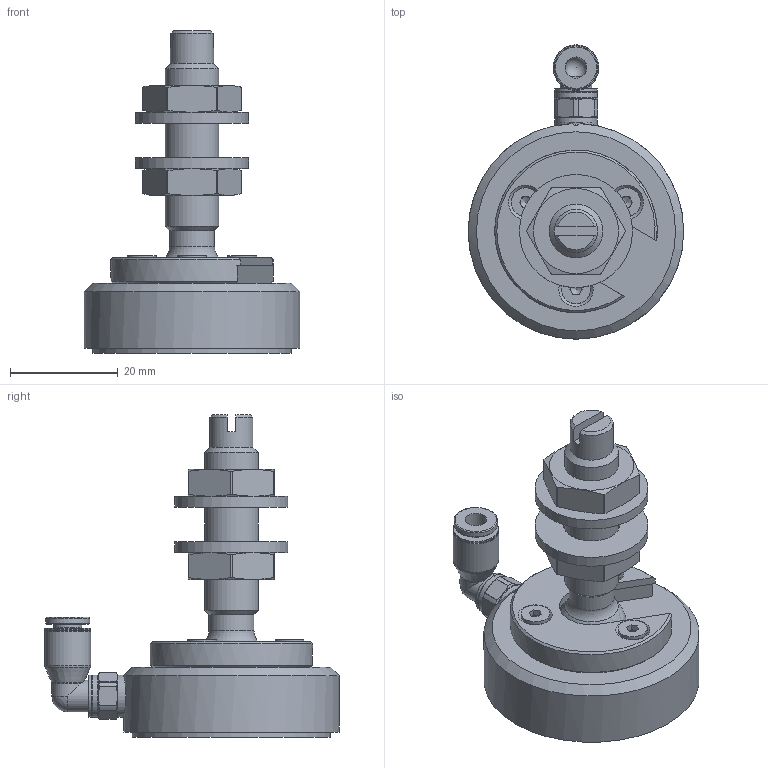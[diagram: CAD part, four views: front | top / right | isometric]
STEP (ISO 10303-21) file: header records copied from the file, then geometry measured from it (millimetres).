
FILE_DESCRIPTION(/* description */ (''),/* implementation_level */ '2;1');
FILE_NAME(/* name */ 'Air Bearing Assembly.step',/* time_stamp */ '2025-11-18T11:06:56-05:00',/* author */ (''),/* organization */ (''),/* preprocessor_version */ 'ST-DEVELOPER v20.1',/* originating_system */ 'Autodesk Translation Framework v14.21.0.0',/* authorisation */ '');
FILE_SCHEMA (('AUTOMOTIVE_DESIGN { 1 0 10303 214 3 1 1 }'));
Length unit declared in the file: millimetre
Products named in the file (10): Air Bearing Assembly; S8013B06; S8013B05_S8013B05; S80XXNXX_S8010N03; S92FS01; S104001; S8013S01; S8013S02_S8013S01; Socket Countersunk Head Screw_AM_B18.3.5M - 3 x 0.5 x 8 Socket FCHS  
-- 8N; 5225K563_Push-to-Connect Tube Fitting for Air
Assembly tree (13 placements, depth 3):
  Air Bearing Assembly
    S8013B06
      S8013B05_S8013B05
      S80XXNXX_S8010N03  x2
      S92FS01  x2
    S104001
    S8013S01
      S8013S02_S8013S01
      Socket Countersunk Head Screw_AM_B18.3.5M - 3 x 0.5 x 8 Socket FCHS  
-- 8N  x3
    5225K563_Push-to-Connect Tube Fitting for Air
Bounding box: 40.01 x 54.62 x 59.92 mm (x, y, z)
Volume: 24920 mm3; surface area: 15428.4 mm2
Topology: 14 solids, 14 shells, 340 faces, 793 edges, 464 vertices
Faces by surface type: plane 107, cylinder 83, bspline 56, cone 48, torus 30, sphere 16
Full cylindrical faces by diameter (mm): 2.5 x5, 3 x6, 3.4 x3, 4 x1, 4.2 x3, 4.762 x1, 5 x2, 5.2 x1, 5.35 x3, 5.9 x1, 7.4 x1, 7.8 x2, 7.82 x1, 8.001 x1, 8.1 x1, 8.382 x1, 8.5 x2, 8.839 x2, 9.977 x1, 10.5 x2, 21 x2, 36.83 x1, 36.957 x1, 40.005 x1
Entity records: 10683 total; most frequent: CARTESIAN_POINT 4432, DIRECTION 1288, ORIENTED_EDGE 1224, EDGE_CURVE 612, AXIS2_PLACEMENT_3D 571, VERTEX_POINT 377, EDGE_LOOP 315, CIRCLE 314
